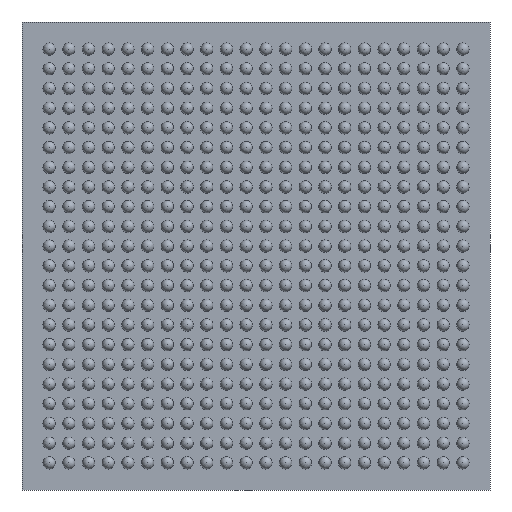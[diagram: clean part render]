
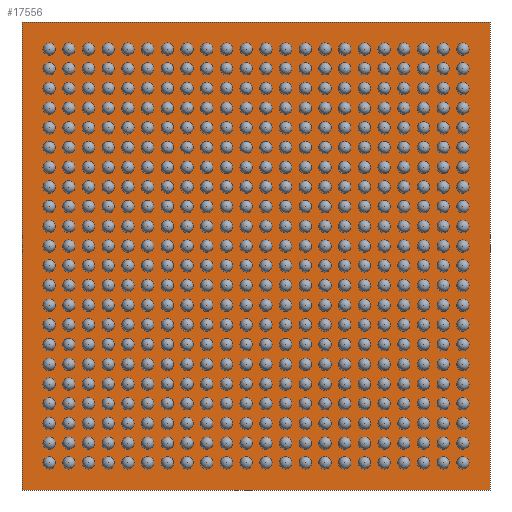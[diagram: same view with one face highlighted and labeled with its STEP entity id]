
A CAD part, front view. The second image highlights one B-rep face of the part: STEP entity #17556.
In plain terms, the highlighted planar face has unit normal (0, -1, 0).
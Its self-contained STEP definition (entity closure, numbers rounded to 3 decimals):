
#989=PLANE('',#19516);
#1967=FACE_OUTER_BOUND('',#3428,.T.);
#3428=EDGE_LOOP('',(#12220,#12221,#12222,#12223));
#4882=LINE('',#30211,#5379);
#4886=LINE('',#30219,#5383);
#4889=LINE('',#30225,#5386);
#4892=LINE('',#30230,#5389);
#5379=VECTOR('',#22918,10.);
#5383=VECTOR('',#22924,10.);
#5386=VECTOR('',#22929,10.);
#5389=VECTOR('',#22934,10.);
#7815=VERTEX_POINT('',#30209);
#7816=VERTEX_POINT('',#30210);
#7819=VERTEX_POINT('',#30218);
#7821=VERTEX_POINT('',#30224);
#9762=EDGE_CURVE('',#7815,#7816,#4882,.T.);
#9766=EDGE_CURVE('',#7819,#7815,#4886,.T.);
#9769=EDGE_CURVE('',#7821,#7819,#4889,.T.);
#9772=EDGE_CURVE('',#7816,#7821,#4892,.T.);
#12220=ORIENTED_EDGE('',*,*,#9772,.F.);
#12221=ORIENTED_EDGE('',*,*,#9762,.F.);
#12222=ORIENTED_EDGE('',*,*,#9766,.F.);
#12223=ORIENTED_EDGE('',*,*,#9769,.F.);
#17556=ADVANCED_FACE('',(#1967),#989,.F.);
#19516=AXIS2_PLACEMENT_3D('',#30233,#22938,#22939);
#22918=DIRECTION('',(1.,0.,0.));
#22924=DIRECTION('',(0.,0.,1.));
#22929=DIRECTION('',(-1.,0.,0.));
#22934=DIRECTION('',(0.,0.,-1.));
#22938=DIRECTION('center_axis',(0.,1.,0.));
#22939=DIRECTION('ref_axis',(1.,0.,0.));
#30209=CARTESIAN_POINT('',(-9.5,0.,9.5));
#30210=CARTESIAN_POINT('',(9.5,0.,9.5));
#30211=CARTESIAN_POINT('',(-9.5,0.,9.5));
#30218=CARTESIAN_POINT('',(-9.5,0.,-9.5));
#30219=CARTESIAN_POINT('',(-9.5,0.,-9.5));
#30224=CARTESIAN_POINT('',(9.5,0.,-9.5));
#30225=CARTESIAN_POINT('',(9.5,0.,-9.5));
#30230=CARTESIAN_POINT('',(9.5,0.,9.5));
#30233=CARTESIAN_POINT('Origin',(0.,0.,0.));
